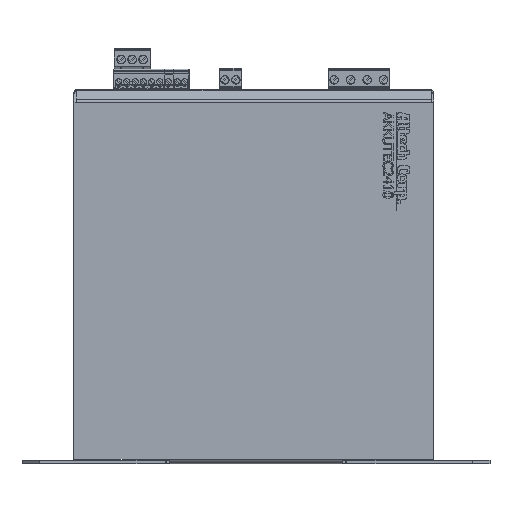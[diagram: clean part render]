
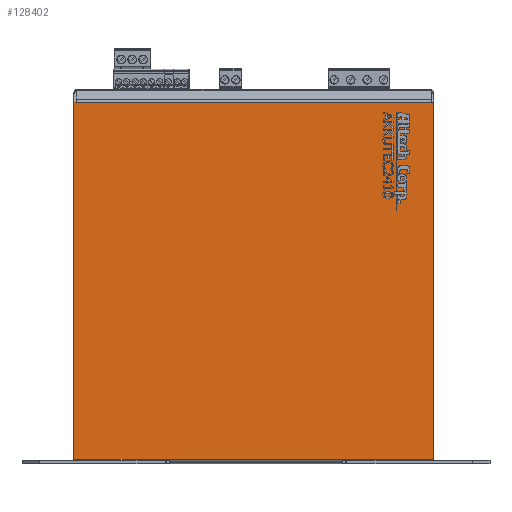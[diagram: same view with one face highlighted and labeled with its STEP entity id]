
A CAD part, top view. The second image highlights one B-rep face of the part: STEP entity #128402.
In plain terms, the highlighted planar face has unit normal (0, 0, 1).
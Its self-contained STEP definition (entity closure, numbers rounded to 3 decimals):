
#9093=PLANE('',#136736);
#14521=FACE_OUTER_BOUND('',#21958,.T.);
#21958=EDGE_LOOP('',(#92998,#92999,#93000,#93001,#93002,#93003));
#30958=LINE('',#181698,#44869);
#30962=LINE('',#181706,#44873);
#30980=LINE('',#181934,#44891);
#30981=LINE('',#181936,#44892);
#30982=LINE('',#181937,#44893);
#30983=LINE('',#181938,#44894);
#44869=VECTOR('',#148428,1.1);
#44873=VECTOR('',#148434,166.5);
#44891=VECTOR('',#148468,164.3);
#44892=VECTOR('',#148469,1.1);
#44893=VECTOR('',#148470,165.157);
#44894=VECTOR('',#148471,165.157);
#60889=VERTEX_POINT('',#181696);
#60890=VERTEX_POINT('',#181697);
#60892=VERTEX_POINT('',#181704);
#60893=VERTEX_POINT('',#181705);
#60912=VERTEX_POINT('',#181933);
#60913=VERTEX_POINT('',#181935);
#73330=EDGE_CURVE('',#60889,#60890,#30958,.T.);
#73334=EDGE_CURVE('',#60892,#60893,#30962,.T.);
#73364=EDGE_CURVE('',#60890,#60912,#30980,.T.);
#73365=EDGE_CURVE('',#60912,#60913,#30981,.T.);
#73366=EDGE_CURVE('',#60893,#60913,#30982,.T.);
#73367=EDGE_CURVE('',#60889,#60892,#30983,.T.);
#92998=ORIENTED_EDGE('',*,*,#73330,.T.);
#92999=ORIENTED_EDGE('',*,*,#73364,.T.);
#93000=ORIENTED_EDGE('',*,*,#73365,.T.);
#93001=ORIENTED_EDGE('',*,*,#73366,.F.);
#93002=ORIENTED_EDGE('',*,*,#73334,.F.);
#93003=ORIENTED_EDGE('',*,*,#73367,.F.);
#128402=ADVANCED_FACE('',(#14521),#9093,.T.);
#136736=AXIS2_PLACEMENT_3D('',#181932,#148466,#148467);
#148428=DIRECTION('',(-1.,0.,0.));
#148434=DIRECTION('',(-1.,0.,0.));
#148466=DIRECTION('center_axis',(0.,0.,
1.));
#148467=DIRECTION('ref_axis',(1.,0.,0.));
#148468=DIRECTION('',(-1.,0.,0.));
#148469=DIRECTION('',(-1.,0.,0.));
#148470=DIRECTION('',(0.,1.,0.));
#148471=DIRECTION('',(0.,-1.,0.));
#181696=CARTESIAN_POINT('',(-326.241,-4.842,502.574));
#181697=CARTESIAN_POINT('',(-327.341,-4.842,502.574));
#181698=CARTESIAN_POINT('',(-409.491,-4.842,502.574));
#181704=CARTESIAN_POINT('',(-326.241,-169.999,502.574));
#181705=CARTESIAN_POINT('',(-492.741,-169.999,502.574));
#181706=CARTESIAN_POINT('',(-326.241,-169.999,502.574));
#181932=CARTESIAN_POINT('Origin',(-409.491,-86.878,502.574));
#181933=CARTESIAN_POINT('',(-491.641,-4.842,502.574));
#181934=CARTESIAN_POINT('',(-409.491,-4.842,502.574));
#181935=CARTESIAN_POINT('',(-492.741,-4.842,502.574));
#181936=CARTESIAN_POINT('',(-409.491,-4.842,502.574));
#181937=CARTESIAN_POINT('',(-492.741,-0.947,502.574));
#181938=CARTESIAN_POINT('',(-326.241,-4.842,502.574));
